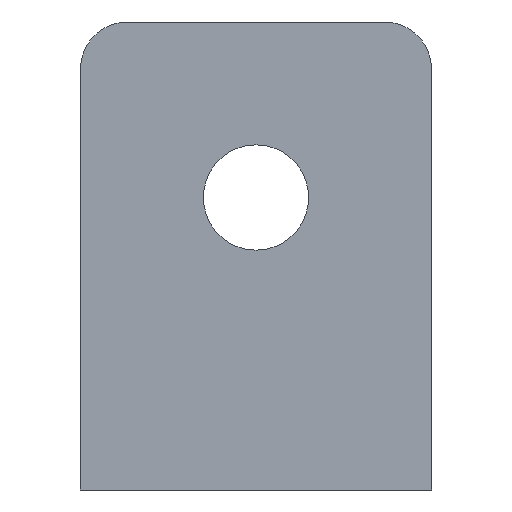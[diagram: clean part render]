
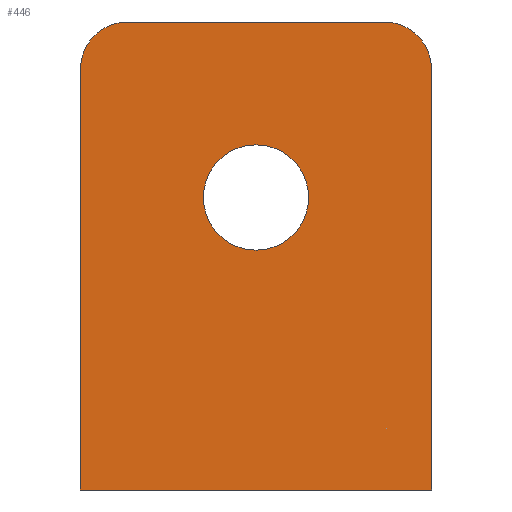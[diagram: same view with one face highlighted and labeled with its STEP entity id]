
A CAD part, front view. The second image highlights one B-rep face of the part: STEP entity #446.
In plain terms, the highlighted planar face has unit normal (0, -1, 0).
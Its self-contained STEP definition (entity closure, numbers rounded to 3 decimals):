
#24=FACE_BOUND('',#170,.T.);
#31=PLANE('',#507);
#58=LINE('',#756,#87);
#61=LINE('',#762,#90);
#62=LINE('',#779,#91);
#63=LINE('',#781,#92);
#87=VECTOR('',#622,18.);
#90=VECTOR('',#629,15.);
#91=VECTOR('',#652,11.);
#92=VECTOR('',#655,18.);
#133=FACE_OUTER_BOUND('',#169,.T.);
#169=EDGE_LOOP('',(#401,#402,#403,#404,#405,#406));
#170=EDGE_LOOP('',(#407));
#183=CIRCLE('',#468,2.);
#190=CIRCLE('',#480,2.);
#200=CIRCLE('',#502,2.25);
#214=VERTEX_POINT('',#695);
#215=VERTEX_POINT('',#696);
#222=VERTEX_POINT('',#721);
#223=VERTEX_POINT('',#722);
#231=VERTEX_POINT('',#754);
#232=VERTEX_POINT('',#760);
#236=VERTEX_POINT('',#772);
#255=EDGE_CURVE('',#214,#215,#183,.T.);
#268=EDGE_CURVE('',#222,#223,#190,.T.);
#286=EDGE_CURVE('',#214,#231,#58,.T.);
#289=EDGE_CURVE('',#231,#232,#61,.T.);
#293=EDGE_CURVE('',#236,#236,#200,.T.);
#295=EDGE_CURVE('',#215,#222,#62,.T.);
#296=EDGE_CURVE('',#223,#232,#63,.T.);
#401=ORIENTED_EDGE('',*,*,#255,.F.);
#402=ORIENTED_EDGE('',*,*,#286,.T.);
#403=ORIENTED_EDGE('',*,*,#289,.T.);
#404=ORIENTED_EDGE('',*,*,#296,.F.);
#405=ORIENTED_EDGE('',*,*,#268,.F.);
#406=ORIENTED_EDGE('',*,*,#295,.F.);
#407=ORIENTED_EDGE('',*,*,#293,.T.);
#446=ADVANCED_FACE('',(#133,#24),#31,.T.);
#468=AXIS2_PLACEMENT_3D('',#697,#553,#554);
#480=AXIS2_PLACEMENT_3D('',#723,#583,#584);
#502=AXIS2_PLACEMENT_3D('',#773,#642,#643);
#507=AXIS2_PLACEMENT_3D('',#780,#653,#654);
#553=DIRECTION('center_axis',(0.,1.,0.));
#554=DIRECTION('ref_axis',(-0.707,0.,0.707));
#583=DIRECTION('center_axis',(0.,1.,0.));
#584=DIRECTION('ref_axis',(0.707,0.,0.707));
#622=DIRECTION('',(0.,0.,-1.));
#629=DIRECTION('',(1.,0.,0.));
#642=DIRECTION('center_axis',(0.,1.,0.));
#643=DIRECTION('ref_axis',(-1.,0.,0.));
#652=DIRECTION('',(1.,0.,0.));
#653=DIRECTION('center_axis',(0.,-1.,0.));
#654=DIRECTION('ref_axis',(0.,0.,-1.));
#655=DIRECTION('',(0.,0.,-1.));
#695=CARTESIAN_POINT('',(0.,-2.5,8.));
#696=CARTESIAN_POINT('',(2.,-2.5,10.));
#697=CARTESIAN_POINT('Origin',(2.,-2.5,8.));
#721=CARTESIAN_POINT('',(13.,-2.5,10.));
#722=CARTESIAN_POINT('',(15.,-2.5,8.));
#723=CARTESIAN_POINT('Origin',(13.,-2.5,8.));
#754=CARTESIAN_POINT('',(0.,-2.5,-10.));
#756=CARTESIAN_POINT('',(0.,-2.5,10.));
#760=CARTESIAN_POINT('',(15.,-2.5,-10.));
#762=CARTESIAN_POINT('',(0.,-2.5,-10.));
#772=CARTESIAN_POINT('',(9.75,-2.5,2.5));
#773=CARTESIAN_POINT('Origin',(7.5,-2.5,2.5));
#779=CARTESIAN_POINT('',(0.,-2.5,10.));
#780=CARTESIAN_POINT('Origin',(0.,-2.5,10.));
#781=CARTESIAN_POINT('',(15.,-2.5,10.));
